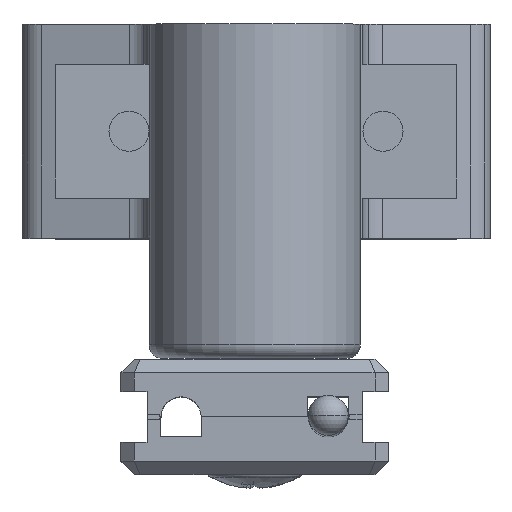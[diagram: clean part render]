
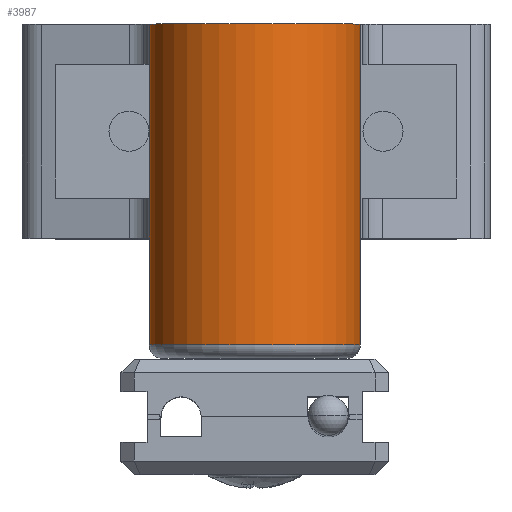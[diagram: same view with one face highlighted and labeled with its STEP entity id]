
A CAD part, top view. The second image highlights one B-rep face of the part: STEP entity #3987.
In plain terms, the highlighted cylindrical face has radius 7.9 mm (diameter 15.8 mm), a partial arc.
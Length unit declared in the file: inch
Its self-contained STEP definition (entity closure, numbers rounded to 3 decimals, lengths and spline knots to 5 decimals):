
#168 = DIRECTION ( 'NONE',  ( 0., -1., 0. ) ) ;
#1171 = DIRECTION ( 'NONE',  ( -1., 0., 0. ) ) ;
#1884 = ORIENTED_EDGE ( 'NONE', *, *, #12365, .F. ) ;
#2027 = ORIENTED_EDGE ( 'NONE', *, *, #10440, .T. ) ;
#2145 = DIRECTION ( 'NONE',  ( 0., -1., 0. ) ) ;
#2193 = EDGE_CURVE ( 'NONE', #5812, #9046, #5963, .T. ) ;
#2486 = DIRECTION ( 'NONE',  ( 0., -1., 0. ) ) ;
#2505 = DIRECTION ( 'NONE',  ( -1., 0., 0. ) ) ;
#2857 = VERTEX_POINT ( 'NONE', #7262 ) ;
#3176 = VECTOR ( 'NONE', #13523, 39.37008 ) ;
#3757 = DIRECTION ( 'NONE',  ( 0., -1., 0. ) ) ;
#3987 = ADVANCED_FACE ( 'NONE', ( #9003 ), #11316, .T. ) ;
#4120 = CARTESIAN_POINT ( 'NONE',  ( 0.30709, -0.94488, 0.70866 ) ) ;
#4137 = ORIENTED_EDGE ( 'NONE', *, *, #4690, .F. ) ;
#4261 = VERTEX_POINT ( 'NONE', #4120 ) ;
#4658 = CARTESIAN_POINT ( 'NONE',  ( -0.31496, -0.94488, 0.70866 ) ) ;
#4690 = EDGE_CURVE ( 'NONE', #6092, #4261, #8476, .T. ) ;
#4773 = LINE ( 'NONE', #8743, #4789 ) ;
#4789 = VECTOR ( 'NONE', #2486, 39.37008 ) ;
#5159 = ORIENTED_EDGE ( 'NONE', *, *, #9236, .F. ) ;
#5730 = CIRCLE ( 'NONE', #8670, 0.31102 ) ;
#5804 = DIRECTION ( 'NONE',  ( 0., 1., 0. ) ) ;
#5812 = VERTEX_POINT ( 'NONE', #8359 ) ;
#5845 = CARTESIAN_POINT ( 'NONE',  ( -0.00394, 0., 0.70866 ) ) ;
#5963 = LINE ( 'NONE', #6089, #3176 ) ;
#6089 = CARTESIAN_POINT ( 'NONE',  ( -0.31496, 0., 0.70866 ) ) ;
#6092 = VERTEX_POINT ( 'NONE', #8681 ) ;
#6693 = CIRCLE ( 'NONE', #12303, 0.31102 ) ;
#7262 = CARTESIAN_POINT ( 'NONE',  ( -0.31496, 0., 0.70866 ) ) ;
#7879 = CARTESIAN_POINT ( 'NONE',  ( 0.30709, 0., 0.70866 ) ) ;
#8256 = LINE ( 'NONE', #10436, #11537 ) ;
#8359 = CARTESIAN_POINT ( 'NONE',  ( -0.31496, -0.62992, 0.70866 ) ) ;
#8476 = LINE ( 'NONE', #7879, #8965 ) ;
#8670 = AXIS2_PLACEMENT_3D ( 'NONE', #9589, #168, #1171 ) ;
#8681 = CARTESIAN_POINT ( 'NONE',  ( 0.30709, -0.62992, 0.70866 ) ) ;
#8743 = CARTESIAN_POINT ( 'NONE',  ( 0.30709, 0., 0.70866 ) ) ;
#8757 = DIRECTION ( 'NONE',  ( 0., -1., 0. ) ) ;
#8801 = CARTESIAN_POINT ( 'NONE',  ( -0.00394, 0., 0.70866 ) ) ;
#8965 = VECTOR ( 'NONE', #3757, 39.37008 ) ;
#9003 = FACE_OUTER_BOUND ( 'NONE', #10929, .T. ) ;
#9022 = AXIS2_PLACEMENT_3D ( 'NONE', #8801, #8757, #2505 ) ;
#9046 = VERTEX_POINT ( 'NONE', #4658 ) ;
#9178 = CARTESIAN_POINT ( 'NONE',  ( 0.30709, 0., 0.70866 ) ) ;
#9190 = ORIENTED_EDGE ( 'NONE', *, *, #2193, .T. ) ;
#9211 = DIRECTION ( 'NONE',  ( -1., 0., 0. ) ) ;
#9236 = EDGE_CURVE ( 'NONE', #10340, #6092, #4773, .T. ) ;
#9589 = CARTESIAN_POINT ( 'NONE',  ( -0.00394, -0.94488, 0.70866 ) ) ;
#10340 = VERTEX_POINT ( 'NONE', #9178 ) ;
#10436 = CARTESIAN_POINT ( 'NONE',  ( -0.31496, 0., 0.70866 ) ) ;
#10440 = EDGE_CURVE ( 'NONE', #2857, #5812, #8256, .T. ) ;
#10929 = EDGE_LOOP ( 'NONE', ( #4137, #5159, #11688, #2027, #9190, #1884 ) ) ;
#11316 = CYLINDRICAL_SURFACE ( 'NONE', #9022, 0.31102 ) ;
#11537 = VECTOR ( 'NONE', #2145, 39.37008 ) ;
#11688 = ORIENTED_EDGE ( 'NONE', *, *, #13528, .F. ) ;
#12303 = AXIS2_PLACEMENT_3D ( 'NONE', #5845, #5804, #9211 ) ;
#12365 = EDGE_CURVE ( 'NONE', #4261, #9046, #5730, .T. ) ;
#13523 = DIRECTION ( 'NONE',  ( 0., -1., 0. ) ) ;
#13528 = EDGE_CURVE ( 'NONE', #2857, #10340, #6693, .T. ) ;
